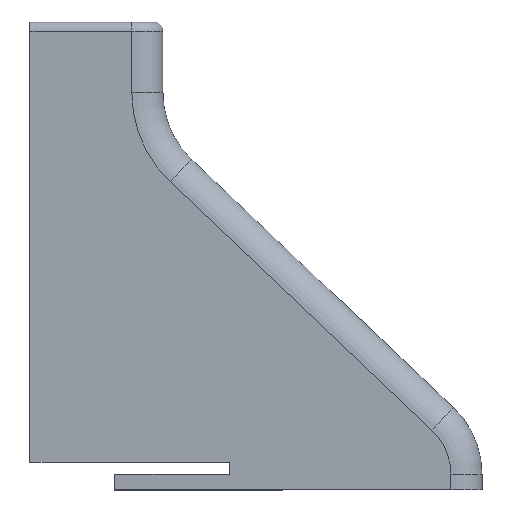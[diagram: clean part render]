
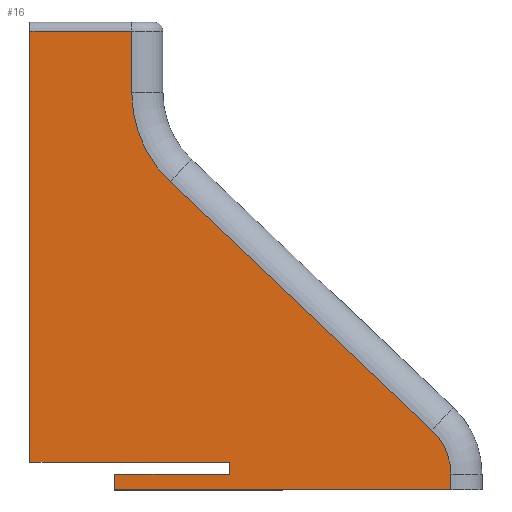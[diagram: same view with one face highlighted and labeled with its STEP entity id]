
A CAD part, top view. The second image highlights one B-rep face of the part: STEP entity #16.
In plain terms, the highlighted planar face has unit normal (0, 0, 1).
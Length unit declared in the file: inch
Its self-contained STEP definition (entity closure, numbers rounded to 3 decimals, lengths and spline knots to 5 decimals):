
#5 = CARTESIAN_POINT ( 'NONE',  ( -1.08465, 0.06496, 0.4685 ) ) ;
#16 = ADVANCED_FACE ( 'NONE', ( #250 ), #123, .T. ) ;
#21 = VECTOR ( 'NONE', #472, 39.37008 ) ;
#46 = CARTESIAN_POINT ( 'NONE',  ( -1.94094, 0.11811, 0.4685 ) ) ;
#72 = CARTESIAN_POINT ( 'NONE',  ( -1.50394, 1.70466, 0.4685 ) ) ;
#76 = EDGE_CURVE ( 'NONE', #414, #766, #910, .T. ) ;
#80 = VECTOR ( 'NONE', #699, 39.37008 ) ;
#115 = LINE ( 'NONE', #1134, #1468 ) ;
#123 = PLANE ( 'NONE',  #1482 ) ;
#124 = CARTESIAN_POINT ( 'NONE',  ( -0.13386, 0.06699, 0.4685 ) ) ;
#130 = ORIENTED_EDGE ( 'NONE', *, *, #1862, .T. ) ;
#146 = EDGE_LOOP ( 'NONE', ( #894, #297, #1421, #330, #1334, #1777, #591, #397, #687, #1790, #130, #1005 ) ) ;
#159 = CARTESIAN_POINT ( 'NONE',  ( -0.13386, 0., 0.4685 ) ) ;
#181 = VERTEX_POINT ( 'NONE', #1724 ) ;
#185 = VERTEX_POINT ( 'NONE', #413 ) ;
#206 = DIRECTION ( 'NONE',  ( -1., 0., 0. ) ) ;
#217 = CARTESIAN_POINT ( 'NONE',  ( -0.97638, 1.70466, 0.4685 ) ) ;
#249 = DIRECTION ( 'NONE',  ( -1., 0., 0. ) ) ;
#250 = FACE_OUTER_BOUND ( 'NONE', #146, .T. ) ;
#262 = LINE ( 'NONE', #124, #80 ) ;
#292 = VERTEX_POINT ( 'NONE', #820 ) ;
#296 = LINE ( 'NONE', #1167, #586 ) ;
#297 = ORIENTED_EDGE ( 'NONE', *, *, #76, .F. ) ;
#330 = ORIENTED_EDGE ( 'NONE', *, *, #901, .F. ) ;
#360 = CARTESIAN_POINT ( 'NONE',  ( -0.13386, 0.06699, 0.4685 ) ) ;
#361 = VERTEX_POINT ( 'NONE', #999 ) ;
#397 = ORIENTED_EDGE ( 'NONE', *, *, #417, .T. ) ;
#413 = CARTESIAN_POINT ( 'NONE',  ( -1.57677, 0., 0.4685 ) ) ;
#414 = VERTEX_POINT ( 'NONE', #5 ) ;
#417 = EDGE_CURVE ( 'NONE', #181, #1581, #296, .T. ) ;
#438 = VECTOR ( 'NONE', #249, 39.37008 ) ;
#472 = DIRECTION ( 'NONE',  ( 1., 0., 0. ) ) ;
#478 = LINE ( 'NONE', #1064, #1539 ) ;
#485 = DIRECTION ( 'NONE',  ( 0., 0., -1. ) ) ;
#531 = EDGE_CURVE ( 'NONE', #1581, #1366, #859, .T. ) ;
#558 = CIRCLE ( 'NONE', #1654, 0.25984 ) ;
#571 = CARTESIAN_POINT ( 'NONE',  ( -1.57677, 0.06496, 0.4685 ) ) ;
#586 = VECTOR ( 'NONE', #994, 39.37008 ) ;
#591 = ORIENTED_EDGE ( 'NONE', *, *, #729, .T. ) ;
#599 = LINE ( 'NONE', #1734, #740 ) ;
#648 = VECTOR ( 'NONE', #1540, 39.37008 ) ;
#673 = VERTEX_POINT ( 'NONE', #691 ) ;
#675 = EDGE_CURVE ( 'NONE', #673, #361, #115, .T. ) ;
#687 = ORIENTED_EDGE ( 'NONE', *, *, #531, .T. ) ;
#691 = CARTESIAN_POINT ( 'NONE',  ( -1.94094, 1.9685, 0.4685 ) ) ;
#698 = CARTESIAN_POINT ( 'NONE',  ( 0., 0., 0.4685 ) ) ;
#699 = DIRECTION ( 'NONE',  ( 0., 1., 0. ) ) ;
#701 = EDGE_CURVE ( 'NONE', #896, #185, #1550, .T. ) ;
#729 = EDGE_CURVE ( 'NONE', #1710, #181, #558, .T. ) ;
#740 = VECTOR ( 'NONE', #1184, 39.37008 ) ;
#761 = CARTESIAN_POINT ( 'NONE',  ( -1.33939, 1.32186, 0.4685 ) ) ;
#766 = VERTEX_POINT ( 'NONE', #973 ) ;
#787 = VECTOR ( 'NONE', #1678, 39.37008 ) ;
#789 = EDGE_CURVE ( 'NONE', #896, #1710, #262, .T. ) ;
#816 = DIRECTION ( 'NONE',  ( 0., 0., 1. ) ) ;
#820 = CARTESIAN_POINT ( 'NONE',  ( -1.50394, 1.9685, 0.4685 ) ) ;
#841 = VERTEX_POINT ( 'NONE', #571 ) ;
#859 = CIRCLE ( 'NONE', #1769, 0.52756 ) ;
#894 = ORIENTED_EDGE ( 'NONE', *, *, #1006, .F. ) ;
#896 = VERTEX_POINT ( 'NONE', #159 ) ;
#901 = EDGE_CURVE ( 'NONE', #185, #841, #599, .T. ) ;
#910 = LINE ( 'NONE', #1658, #787 ) ;
#913 = LINE ( 'NONE', #46, #1080 ) ;
#969 = CARTESIAN_POINT ( 'NONE',  ( -1.94094, 1.9685, 0.4685 ) ) ;
#971 = DIRECTION ( 'NONE',  ( 1., 0., 0. ) ) ;
#973 = CARTESIAN_POINT ( 'NONE',  ( -1.08465, 0.11811, 0.4685 ) ) ;
#994 = DIRECTION ( 'NONE',  ( -0.726, 0.688, 0. ) ) ;
#995 = LINE ( 'NONE', #969, #438 ) ;
#996 = EDGE_CURVE ( 'NONE', #841, #414, #1508, .T. ) ;
#999 = CARTESIAN_POINT ( 'NONE',  ( -1.94094, 0.11811, 0.4685 ) ) ;
#1005 = ORIENTED_EDGE ( 'NONE', *, *, #675, .T. ) ;
#1006 = EDGE_CURVE ( 'NONE', #766, #361, #913, .T. ) ;
#1064 = CARTESIAN_POINT ( 'NONE',  ( -1.50394, 2.00787, 0.4685 ) ) ;
#1080 = VECTOR ( 'NONE', #206, 39.37008 ) ;
#1085 = DIRECTION ( 'NONE',  ( 1., 0., 0. ) ) ;
#1116 = DIRECTION ( 'NONE',  ( 1., 0., 0. ) ) ;
#1134 = CARTESIAN_POINT ( 'NONE',  ( -1.94094, 0., 0.4685 ) ) ;
#1167 = CARTESIAN_POINT ( 'NONE',  ( 0.02584, 0.02725, 0.4685 ) ) ;
#1184 = DIRECTION ( 'NONE',  ( 0., 1., 0. ) ) ;
#1321 = DIRECTION ( 'NONE',  ( 0., 1., 0. ) ) ;
#1334 = ORIENTED_EDGE ( 'NONE', *, *, #701, .F. ) ;
#1357 = EDGE_CURVE ( 'NONE', #1366, #292, #478, .T. ) ;
#1366 = VERTEX_POINT ( 'NONE', #72 ) ;
#1411 = DIRECTION ( 'NONE',  ( 0., 0., 1. ) ) ;
#1421 = ORIENTED_EDGE ( 'NONE', *, *, #996, .F. ) ;
#1430 = CARTESIAN_POINT ( 'NONE',  ( 0., 0., 0.4685 ) ) ;
#1468 = VECTOR ( 'NONE', #1846, 39.37008 ) ;
#1482 = AXIS2_PLACEMENT_3D ( 'NONE', #698, #1411, #971 ) ;
#1508 = LINE ( 'NONE', #1650, #21 ) ;
#1539 = VECTOR ( 'NONE', #1321, 39.37008 ) ;
#1540 = DIRECTION ( 'NONE',  ( -1., 0., 0. ) ) ;
#1550 = LINE ( 'NONE', #1430, #648 ) ;
#1581 = VERTEX_POINT ( 'NONE', #761 ) ;
#1650 = CARTESIAN_POINT ( 'NONE',  ( -1.57677, 0.06496, 0.4685 ) ) ;
#1654 = AXIS2_PLACEMENT_3D ( 'NONE', #1863, #816, #1116 ) ;
#1658 = CARTESIAN_POINT ( 'NONE',  ( -1.08465, 0.11811, 0.4685 ) ) ;
#1678 = DIRECTION ( 'NONE',  ( 0., 1., 0. ) ) ;
#1710 = VERTEX_POINT ( 'NONE', #360 ) ;
#1724 = CARTESIAN_POINT ( 'NONE',  ( -0.21491, 0.25554, 0.4685 ) ) ;
#1734 = CARTESIAN_POINT ( 'NONE',  ( -1.57677, 0., 0.4685 ) ) ;
#1769 = AXIS2_PLACEMENT_3D ( 'NONE', #217, #485, #1085 ) ;
#1777 = ORIENTED_EDGE ( 'NONE', *, *, #789, .T. ) ;
#1790 = ORIENTED_EDGE ( 'NONE', *, *, #1357, .T. ) ;
#1846 = DIRECTION ( 'NONE',  ( 0., -1., 0. ) ) ;
#1862 = EDGE_CURVE ( 'NONE', #292, #673, #995, .T. ) ;
#1863 = CARTESIAN_POINT ( 'NONE',  ( -0.3937, 0.06699, 0.4685 ) ) ;
